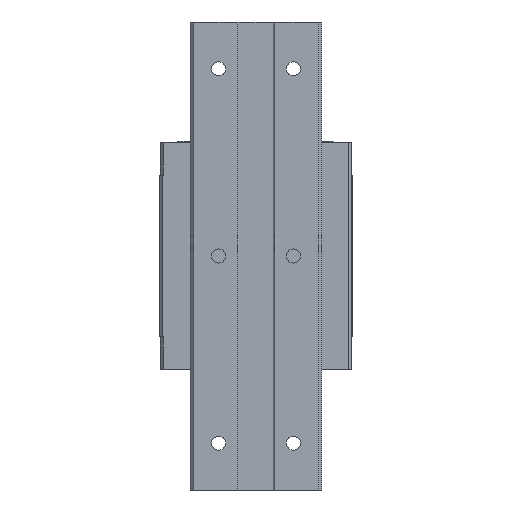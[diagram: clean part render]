
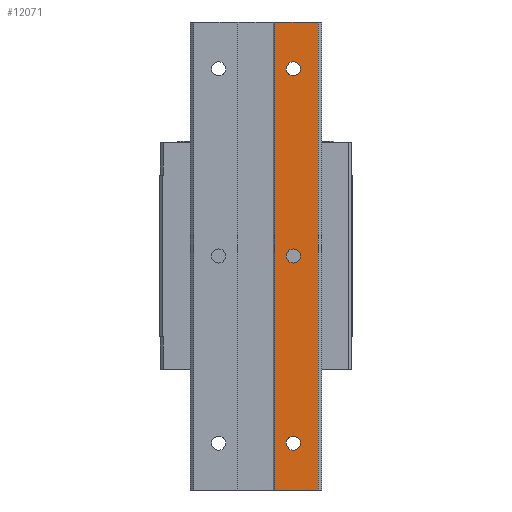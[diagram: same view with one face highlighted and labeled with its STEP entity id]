
A CAD part, front view. The second image highlights one B-rep face of the part: STEP entity #12071.
In plain terms, the highlighted planar face has unit normal (0, -1, 0).
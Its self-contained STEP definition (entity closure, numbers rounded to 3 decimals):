
#10438=DIRECTION('',(1.,0.,0.));
#10439=VECTOR('',#10438,14.);
#10440=CARTESIAN_POINT('',(6.,-15.,-111.4));
#10441=LINE('',#10440,#10439);
#10787=DIRECTION('',(0.,0.,1.));
#10788=VECTOR('',#10787,150.);
#10789=CARTESIAN_POINT('',(20.,-15.,-111.4));
#10790=LINE('',#10789,#10788);
#10791=DIRECTION('',(0.,0.,1.));
#10792=VECTOR('',#10791,150.);
#10793=CARTESIAN_POINT('',(6.,-15.,-111.4));
#10794=LINE('',#10793,#10792);
#10795=DIRECTION('',(1.,0.,0.));
#10796=VECTOR('',#10795,14.);
#10797=CARTESIAN_POINT('',(6.,-15.,38.6));
#10798=LINE('',#10797,#10796);
#10799=CARTESIAN_POINT('',(12.,-15.,-96.4));
#10800=DIRECTION('',(0.,-1.,0.));
#10801=DIRECTION('',(-1.,0.,0.));
#10802=AXIS2_PLACEMENT_3D('',#10799,#10800,#10801);
#10804=CARTESIAN_POINT('',(12.,-15.,-96.4));
#10805=DIRECTION('',(0.,-1.,0.));
#10806=DIRECTION('',(1.,0.,0.));
#10807=AXIS2_PLACEMENT_3D('',#10804,#10805,#10806);
#10809=CARTESIAN_POINT('',(12.,-15.,-36.4));
#10810=DIRECTION('',(0.,-1.,0.));
#10811=DIRECTION('',(-1.,0.,0.));
#10812=AXIS2_PLACEMENT_3D('',#10809,#10810,#10811);
#10814=CARTESIAN_POINT('',(12.,-15.,-36.4));
#10815=DIRECTION('',(0.,-1.,0.));
#10816=DIRECTION('',(1.,0.,0.));
#10817=AXIS2_PLACEMENT_3D('',#10814,#10815,#10816);
#10819=CARTESIAN_POINT('',(12.,-15.,23.6));
#10820=DIRECTION('',(0.,-1.,0.));
#10821=DIRECTION('',(-1.,0.,0.));
#10822=AXIS2_PLACEMENT_3D('',#10819,#10820,#10821);
#10824=CARTESIAN_POINT('',(12.,-15.,23.6));
#10825=DIRECTION('',(0.,-1.,0.));
#10826=DIRECTION('',(1.,0.,0.));
#10827=AXIS2_PLACEMENT_3D('',#10824,#10825,#10826);
#11251=CARTESIAN_POINT('',(6.,-15.,-111.4));
#11252=VERTEX_POINT('',#11251);
#11253=CARTESIAN_POINT('',(20.,-15.,-111.4));
#11254=VERTEX_POINT('',#11253);
#11399=CARTESIAN_POINT('',(20.,-15.,38.6));
#11400=VERTEX_POINT('',#11399);
#11401=CARTESIAN_POINT('',(6.,-15.,38.6));
#11402=VERTEX_POINT('',#11401);
#11403=CARTESIAN_POINT('',(9.75,-15.,-96.4));
#11404=CARTESIAN_POINT('',(14.25,-15.,-96.4));
#11405=VERTEX_POINT('',#11403);
#11406=VERTEX_POINT('',#11404);
#11407=CARTESIAN_POINT('',(9.75,-15.,-36.4));
#11408=CARTESIAN_POINT('',(14.25,-15.,-36.4));
#11409=VERTEX_POINT('',#11407);
#11410=VERTEX_POINT('',#11408);
#11411=CARTESIAN_POINT('',(9.75,-15.,23.6));
#11412=CARTESIAN_POINT('',(14.25,-15.,23.6));
#11413=VERTEX_POINT('',#11411);
#11414=VERTEX_POINT('',#11412);
#12040=CARTESIAN_POINT('',(6.,-15.,-111.4));
#12041=DIRECTION('',(0.,-1.,0.));
#12042=DIRECTION('',(1.,0.,0.));
#12043=AXIS2_PLACEMENT_3D('',#12040,#12041,#12042);
#12044=PLANE('',#12043);
#12045=ORIENTED_EDGE('',*,*,#11504,.F.);
#12047=ORIENTED_EDGE('',*,*,#12046,.T.);
#12049=ORIENTED_EDGE('',*,*,#12048,.T.);
#12050=ORIENTED_EDGE('',*,*,#12032,.F.);
#12051=EDGE_LOOP('',(#12045,#12047,#12049,#12050));
#12052=FACE_OUTER_BOUND('',#12051,.F.);
#12054=ORIENTED_EDGE('',*,*,#12053,.T.);
#12056=ORIENTED_EDGE('',*,*,#12055,.T.);
#12057=EDGE_LOOP('',(#12054,#12056));
#12058=FACE_BOUND('',#12057,.F.);
#12060=ORIENTED_EDGE('',*,*,#12059,.T.);
#12062=ORIENTED_EDGE('',*,*,#12061,.T.);
#12063=EDGE_LOOP('',(#12060,#12062));
#12064=FACE_BOUND('',#12063,.F.);
#12066=ORIENTED_EDGE('',*,*,#12065,.T.);
#12068=ORIENTED_EDGE('',*,*,#12067,.T.);
#12069=EDGE_LOOP('',(#12066,#12068));
#12070=FACE_BOUND('',#12069,.F.);
#12071=ADVANCED_FACE('',(#12052,#12058,#12064,#12070),#12044,.T.);
#10803=CIRCLE('',#10802,2.25);
#10808=CIRCLE('',#10807,2.25);
#10813=CIRCLE('',#10812,2.25);
#10818=CIRCLE('',#10817,2.25);
#10823=CIRCLE('',#10822,2.25);
#10828=CIRCLE('',#10827,2.25);
#11504=EDGE_CURVE('',#11252,#11254,#10441,.T.);
#12032=EDGE_CURVE('',#11254,#11400,#10790,.T.);
#12046=EDGE_CURVE('',#11252,#11402,#10794,.T.);
#12048=EDGE_CURVE('',#11402,#11400,#10798,.T.);
#12053=EDGE_CURVE('',#11405,#11406,#10803,.T.);
#12055=EDGE_CURVE('',#11406,#11405,#10808,.T.);
#12059=EDGE_CURVE('',#11409,#11410,#10813,.T.);
#12061=EDGE_CURVE('',#11410,#11409,#10818,.T.);
#12065=EDGE_CURVE('',#11413,#11414,#10823,.T.);
#12067=EDGE_CURVE('',#11414,#11413,#10828,.T.);
